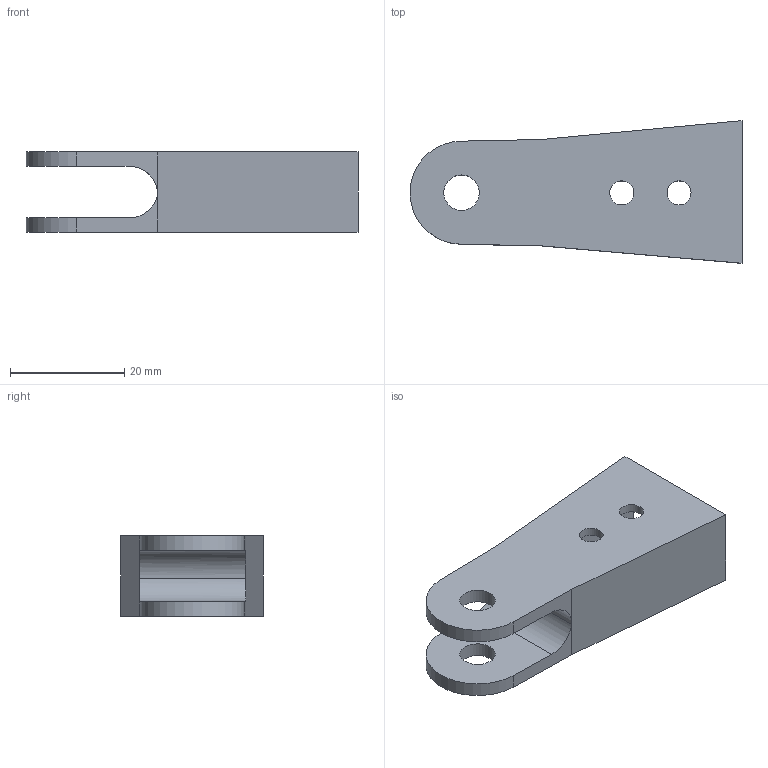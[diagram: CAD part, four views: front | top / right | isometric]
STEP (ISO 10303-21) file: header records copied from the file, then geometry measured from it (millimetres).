
FILE_DESCRIPTION(/* description */ (''),/* implementation_level */ '2;1');
FILE_NAME(/* name */ 'Fixation rotule.stp',/* time_stamp */ '2020-12-11T16:26:52+01:00',/* author */ (''),/* organization */ (''),/* preprocessor_version */ 'ST-DEVELOPER v18.1',/* originating_system */ 'Autodesk Translation Framework v9.7.1.1290',/* authorisation */ '');
FILE_SCHEMA (('AUTOMOTIVE_DESIGN { 1 0 10303 214 3 1 1 }'));
Length unit declared in the file: millimetre
Products named in the file (1): Fixation rotule
Bounding box: 58 x 24.9 x 14 mm (x, y, z)
Volume: 6027.4 mm3; surface area: 6569.6 mm2
Topology: 1 solids, 1 shells, 26 faces, 65 edges, 42 vertices
Faces by surface type: plane 16, cylinder 10
Full cylindrical faces by diameter (mm): 4.2 x4, 6.2 x2
Entity records: 841 total; most frequent: DIRECTION 139, CARTESIAN_POINT 134, ORIENTED_EDGE 130, EDGE_CURVE 65, AXIS2_PLACEMENT_3D 47, LINE 45, VECTOR 45, VERTEX_POINT 42
